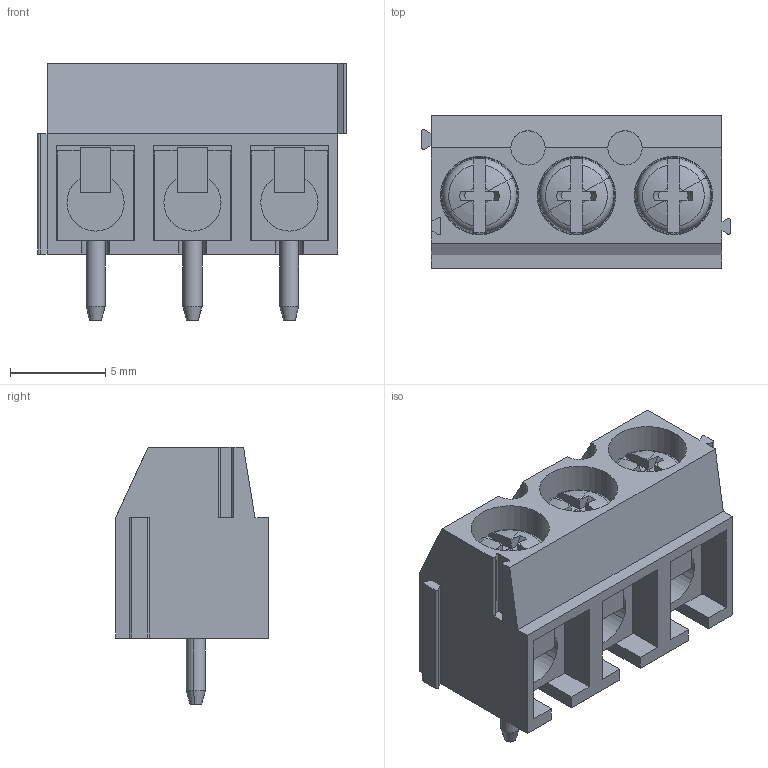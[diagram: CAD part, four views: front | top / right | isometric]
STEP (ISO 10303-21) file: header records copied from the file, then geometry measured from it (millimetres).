
FILE_DESCRIPTION(('CATIA V5 STEP Exchange','CAx-IF Rec.Pracs.--- Model Styling and Organization---1.4--- 2014-01-23'),'2;1');
FILE_NAME ('020657-2_0_1760520000_1760520000.stp','2021-04-07T13:35:47+00:00',('none'),('Weidmueller'),'CATIA Version 5-6 Release 2016 SP3 HF44','CATIA V5 STEP AP214','none');
FILE_SCHEMA(('AUTOMOTIVE_DESIGN { 1 0 10303 214 1 1 1 1 }'));
Length unit declared in the file: millimetre
Products named in the file (1): 1760520000
Bounding box: 16.19 x 8 x 13.5 mm (x, y, z)
Volume: 813 mm3; surface area: 1696 mm2
Topology: 7 solids, 7 shells, 218 faces, 578 edges, 380 vertices
Faces by surface type: plane 136, cylinder 40, cone 18, torus 12, revolution 12
Entity records: 6605 total; most frequent: CARTESIAN_POINT 1548, ORIENTED_EDGE 1156, DIRECTION 766, EDGE_CURVE 578, VERTEX_POINT 380, VECTOR 348, LINE 348, AXIS2_PLACEMENT_3D 283
